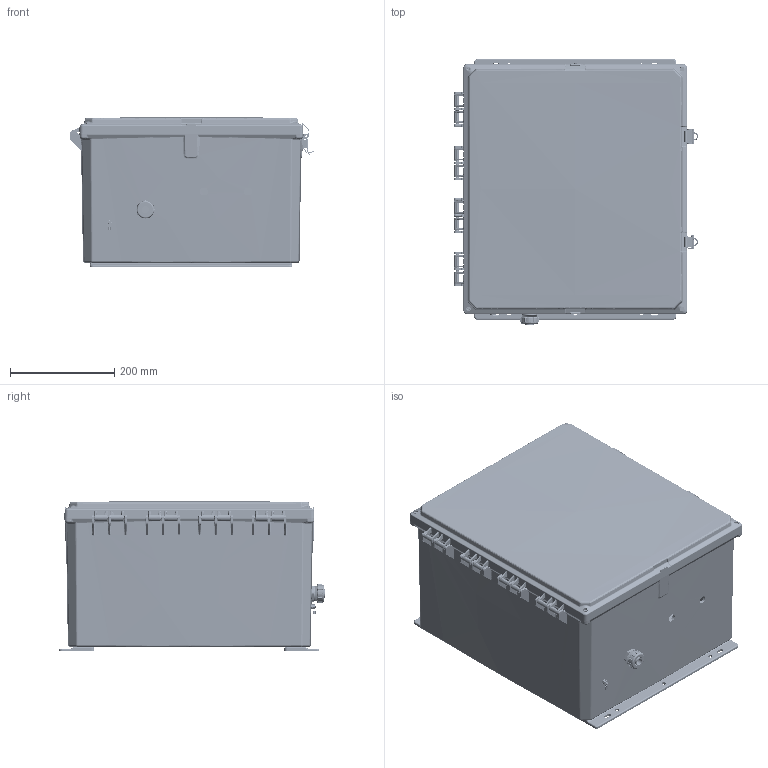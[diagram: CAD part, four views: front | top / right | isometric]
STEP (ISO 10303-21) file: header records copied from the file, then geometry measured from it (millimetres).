
FILE_DESCRIPTION (( 'STEP AP214' ), '1' );
FILE_NAME ('TEWPC181610-E00.step', '2020-06-23T04:59:58', ( '' ), ( '' ), 'SwSTEP 2.0', 'SolidWorks 2018', '' );
FILE_SCHEMA (( 'AUTOMOTIVE_DESIGN' ));
Length unit declared in the file: inch
Products named in the file (30): XC-0003; NBPC18-W-LID; XCTB-0002; XFN-0003; NBPC181610_16IN-MNT-FLANGE; NBPC181610_Latch; XFW-0002; Integra-Bottom Insert; XCT-0005; TEWPC181610-E00; XF797-02; XF1082-01; XFS-0067_XFS-0067; XCT-0010; XFS-0020_91735A827; XFS-0026; 1AM07-189; Integra-Upper Insert; XFS-0032_91735A151; XFS-0059; NBPC181610_Box; MJSCVR; XMH-0041; XCT-0011; XFS-0017; XMH-0007; NBWPC181610; XNBWPC181610-01; NBWPC181610_box assy; XFN-0013
Assembly tree (55 placements, depth 5):
  TEWPC181610-E00
    XNBWPC181610-01
      NBWPC181610
        NBWPC181610_box assy
          NBPC181610_Box
          Integra-Bottom Insert  x4
          Integra-Upper Insert  x4
        NBPC18-W-LID
        NBPC181610_Latch  x2
        NBPC181610_16IN-MNT-FLANGE  x2
    XC-0003
    XCT-0010
    XFS-0026
    XFW-0002  x5
    XFN-0003  x2
    XCT-0005
    XF1082-01
    XFS-0020_91735A827  x4
    XMH-0007  x4
    XMH-0041
    XFS-0059  x2
    XFS-0032_91735A151  x2
    XCTB-0002
    XFN-0013  x2
    XF797-02
    XFS-0017  x4
    MJSCVR  x2
    1AM07-189
    XFS-0067_XFS-0067
    XCT-0011
Bounding box: 469.2 x 510.55 x 290.07 mm (x, y, z)
Volume: 5833421.8 mm3; surface area: 2436328 mm2
Topology: 58 solids, 59 shells, 10041 faces, 24737 edges, 14433 vertices
Faces by surface type: cylinder 3368, plane 2570, bspline 2093, cone 1748, torus 224, sphere 38
Entity records: 308666 total; most frequent: CARTESIAN_POINT 147787, ORIENTED_EDGE 33444, DIRECTION 25663, EDGE_CURVE 16722, VERTEX_POINT 10016, AXIS2_PLACEMENT_3D 9334, EDGE_LOOP 7308, LINE 6995
